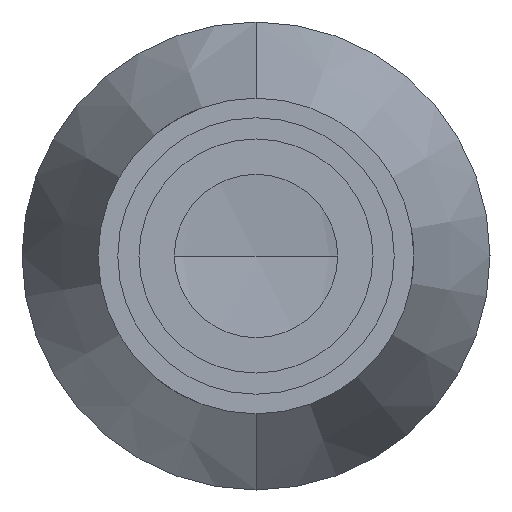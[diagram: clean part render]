
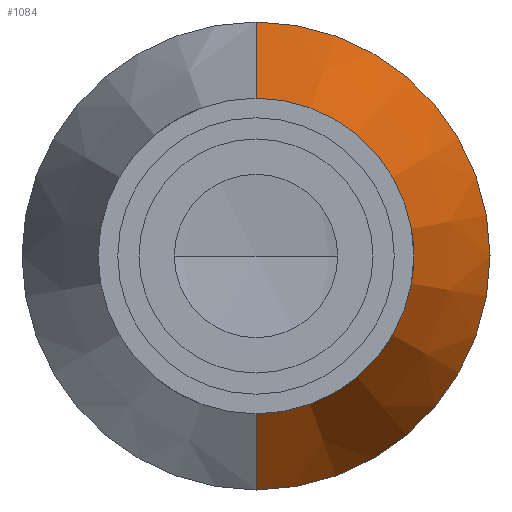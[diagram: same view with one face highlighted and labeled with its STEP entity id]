
A CAD part, front view. The second image highlights one B-rep face of the part: STEP entity #1084.
In plain terms, the highlighted conical face has half-angle 18.712 degrees and reference radius 21.5 mm.
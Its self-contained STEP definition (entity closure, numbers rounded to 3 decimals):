
#164 = FACE_OUTER_BOUND ( 'NONE', #894, .T. ) ;
#174 = AXIS2_PLACEMENT_3D ( 'NONE', #1394, #528, #1545 ) ;
#257 = CARTESIAN_POINT ( 'NONE',  ( 0., -81., 11. ) ) ;
#263 = AXIS2_PLACEMENT_3D ( 'NONE', #611, #1193, #746 ) ;
#322 = ORIENTED_EDGE ( 'NONE', *, *, #1245, .F. ) ;
#435 = CARTESIAN_POINT ( 'NONE',  ( 0., -50., -21.5 ) ) ;
#440 = DIRECTION ( 'NONE',  ( 0., 0., 1. ) ) ;
#449 = CONICAL_SURFACE ( 'NONE', #263, 21.5, 0.327 ) ;
#470 = DIRECTION ( 'NONE',  ( 0., 1., 0. ) ) ;
#528 = DIRECTION ( 'NONE',  ( 0., 1., 0. ) ) ;
#591 = VERTEX_POINT ( 'NONE', #1373 ) ;
#607 = CARTESIAN_POINT ( 'NONE',  ( 0., -81., 0. ) ) ;
#611 = CARTESIAN_POINT ( 'NONE',  ( 0., -50., 0. ) ) ;
#642 = EDGE_CURVE ( 'NONE', #1284, #1559, #1471, .T. ) ;
#706 = VECTOR ( 'NONE', #1681, 1000. ) ;
#746 = DIRECTION ( 'NONE',  ( 0., 0., 1. ) ) ;
#785 = CARTESIAN_POINT ( 'NONE',  ( 0., -81., -11. ) ) ;
#789 = CARTESIAN_POINT ( 'NONE',  ( 0., -50., 21.5 ) ) ;
#828 = AXIS2_PLACEMENT_3D ( 'NONE', #607, #470, #440 ) ;
#894 = EDGE_LOOP ( 'NONE', ( #1076, #920, #322, #1855 ) ) ;
#920 = ORIENTED_EDGE ( 'NONE', *, *, #1413, .T. ) ;
#960 = EDGE_CURVE ( 'NONE', #1284, #1835, #1093, .T. ) ;
#1000 = LINE ( 'NONE', #435, #1355 ) ;
#1076 = ORIENTED_EDGE ( 'NONE', *, *, #642, .T. ) ;
#1084 = ADVANCED_FACE ( 'NONE', ( #164 ), #449, .T. ) ;
#1093 = LINE ( 'NONE', #1705, #706 ) ;
#1193 = DIRECTION ( 'NONE',  ( 0., 1., 0. ) ) ;
#1245 = EDGE_CURVE ( 'NONE', #1835, #591, #1719, .T. ) ;
#1284 = VERTEX_POINT ( 'NONE', #257 ) ;
#1355 = VECTOR ( 'NONE', #1448, 1000. ) ;
#1373 = CARTESIAN_POINT ( 'NONE',  ( 0., -50., -21.5 ) ) ;
#1394 = CARTESIAN_POINT ( 'NONE',  ( 0., -50., 0. ) ) ;
#1413 = EDGE_CURVE ( 'NONE', #1559, #591, #1000, .T. ) ;
#1448 = DIRECTION ( 'NONE',  ( 0., 0.947, -0.321 ) ) ;
#1471 = CIRCLE ( 'NONE', #828, 11. ) ;
#1545 = DIRECTION ( 'NONE',  ( 0., 0., 1. ) ) ;
#1559 = VERTEX_POINT ( 'NONE', #785 ) ;
#1681 = DIRECTION ( 'NONE',  ( 0., 0.947, 0.321 ) ) ;
#1705 = CARTESIAN_POINT ( 'NONE',  ( 0., -50., 21.5 ) ) ;
#1719 = CIRCLE ( 'NONE', #174, 21.5 ) ;
#1835 = VERTEX_POINT ( 'NONE', #789 ) ;
#1855 = ORIENTED_EDGE ( 'NONE', *, *, #960, .F. ) ;
